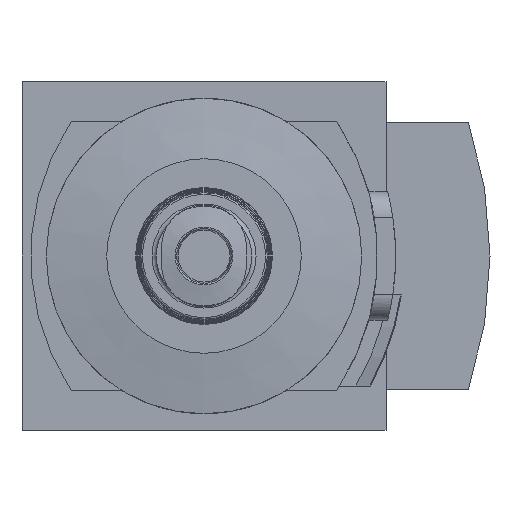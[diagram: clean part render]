
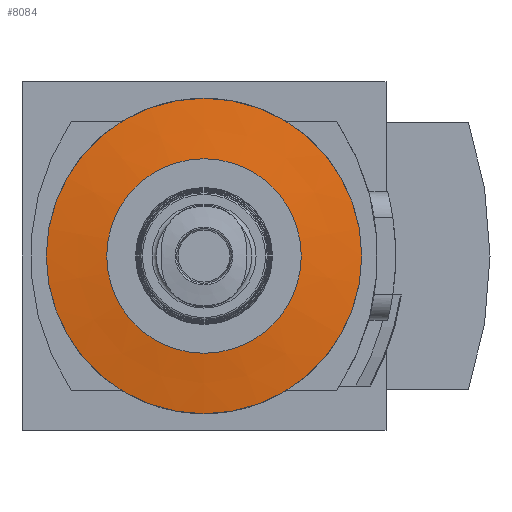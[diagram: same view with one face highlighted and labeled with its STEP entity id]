
A CAD part, front view. The second image highlights one B-rep face of the part: STEP entity #8084.
In plain terms, the highlighted conical face has half-angle 82 degrees and reference radius 18.2 mm.
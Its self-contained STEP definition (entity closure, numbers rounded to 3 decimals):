
#66=CONICAL_SURFACE('',#8549,18.2,1.431);
#2414=ORIENTED_EDGE('',*,*,#3753,.F.);
#2415=ORIENTED_EDGE('',*,*,#3758,.T.);
#3753=EDGE_CURVE('',#4444,#4444,#4686,.T.);
#3758=EDGE_CURVE('',#4449,#4449,#4689,.T.);
#4444=VERTEX_POINT('',#11725);
#4449=VERTEX_POINT('',#11737);
#4686=CIRCLE('',#8545,11.227);
#4689=CIRCLE('',#8550,18.2);
#4914=EDGE_LOOP('',(#2414));
#4915=EDGE_LOOP('',(#2415));
#5309=FACE_BOUND('',#4914,.T.);
#5310=FACE_BOUND('',#4915,.T.);
#8084=ADVANCED_FACE('',(#5309,#5310),#66,.T.);
#8545=AXIS2_PLACEMENT_3D('',#11724,#9730,#9731);
#8549=AXIS2_PLACEMENT_3D('',#11735,#9740,#9741);
#8550=AXIS2_PLACEMENT_3D('',#11736,#9742,#9743);
#9730=DIRECTION('',(0.,-1.,0.));
#9731=DIRECTION('',(0.,0.,-1.));
#9740=DIRECTION('',(0.,1.,0.));
#9741=DIRECTION('',(0.,0.,1.));
#9742=DIRECTION('',(0.,-1.,0.));
#9743=DIRECTION('',(0.,0.,-1.));
#11724=CARTESIAN_POINT('',(0.,-131.,0.));
#11725=CARTESIAN_POINT('',(0.,-131.,-11.227));
#11735=CARTESIAN_POINT('',(0.,-130.02,0.));
#11736=CARTESIAN_POINT('',(0.,-130.02,0.));
#11737=CARTESIAN_POINT('',(0.,-130.02,-18.2));
